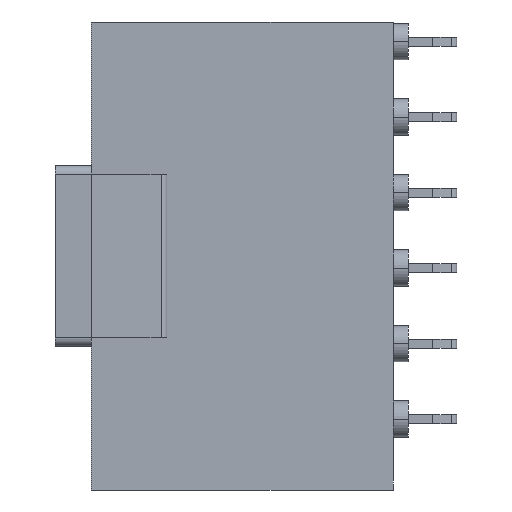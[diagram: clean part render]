
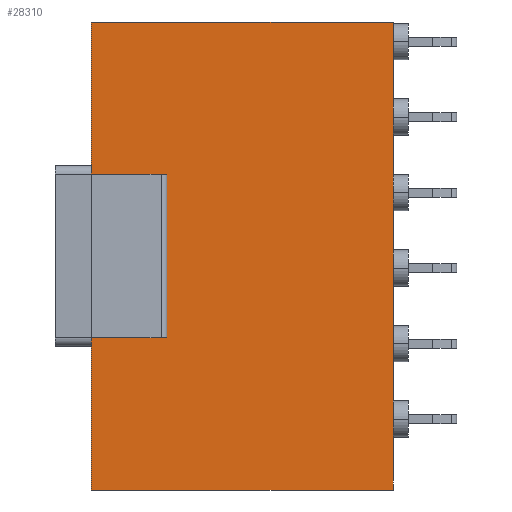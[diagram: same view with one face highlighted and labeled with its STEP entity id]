
A CAD part, front view. The second image highlights one B-rep face of the part: STEP entity #28310.
In plain terms, the highlighted planar face has unit normal (0, -1, 0).
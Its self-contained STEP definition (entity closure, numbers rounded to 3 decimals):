
#9580=CARTESIAN_POINT('',(-13.539,-17.222,5.55));
#9590=VERTEX_POINT('',#9580);
#9620=CARTESIAN_POINT('',(-13.539,-17.222,0.));
#9630=DIRECTION('',(0.,0.,1.));
#9640=VECTOR('',#9630,1.);
#9650=LINE('',#9620,#9640);
#9660=CARTESIAN_POINT('',(-13.539,-17.222,-9.95));
#9670=VERTEX_POINT('',#9660);
#9680=EDGE_CURVE('',#9670,#9590,#9650,.T.);
#20930=CARTESIAN_POINT('',(-3.539,-17.222,5.55));
#20940=VERTEX_POINT('',#20930);
#20970=CARTESIAN_POINT('',(0.,-17.222,5.55));
#20980=DIRECTION('',(1.,0.,0.));
#20990=VECTOR('',#20980,1.);
#21000=LINE('',#20970,#20990);
#21010=EDGE_CURVE('',#9590,#20940,#21000,.T.);
#25870=CARTESIAN_POINT('',(-3.539,-17.222,-9.95));
#25880=VERTEX_POINT('',#25870);
#25910=CARTESIAN_POINT('',(-3.539,-17.222,0.));
#25920=DIRECTION('',(0.,0.,-1.));
#25930=VECTOR('',#25920,1.);
#25940=LINE('',#25910,#25930);
#25950=EDGE_CURVE('',#20940,#25880,#25940,.T.);
#28150=CARTESIAN_POINT('',(-4.758,-17.222,1.295
));
#28160=DIRECTION('',(0.,-1.,0.));
#28170=DIRECTION('',(1.,0.,0.));
#28180=AXIS2_PLACEMENT_3D('',#28150,#28160,#28170);
#28190=PLANE('',#28180);
#28200=ORIENTED_EDGE('',*,*,#25950,.F.);
#28210=CARTESIAN_POINT('',(0.,-17.222,-9.95));
#28220=DIRECTION('',(1.,0.,0.));
#28230=VECTOR('',#28220,1.);
#28240=LINE('',#28210,#28230);
#28250=EDGE_CURVE('',#9670,#25880,#28240,.T.);
#28260=ORIENTED_EDGE('',*,*,#28250,.T.);
#28270=ORIENTED_EDGE('',*,*,#9680,.F.);
#28280=ORIENTED_EDGE('',*,*,#21010,.F.);
#28290=EDGE_LOOP('',(#28280,#28270,#28260,#28200));
#28300=FACE_OUTER_BOUND('',#28290,.T.);
#28310=ADVANCED_FACE('',(#28300),#28190,.T.);
